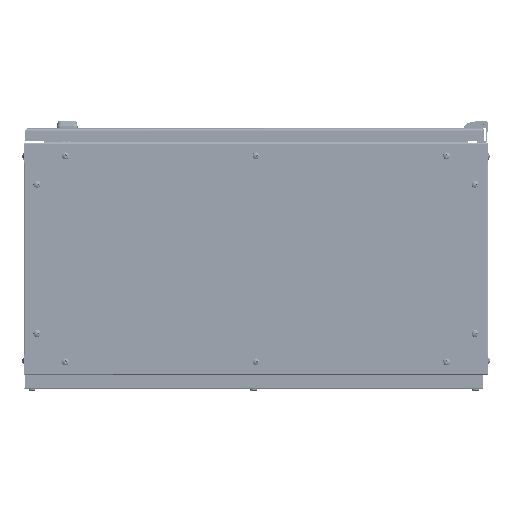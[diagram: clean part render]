
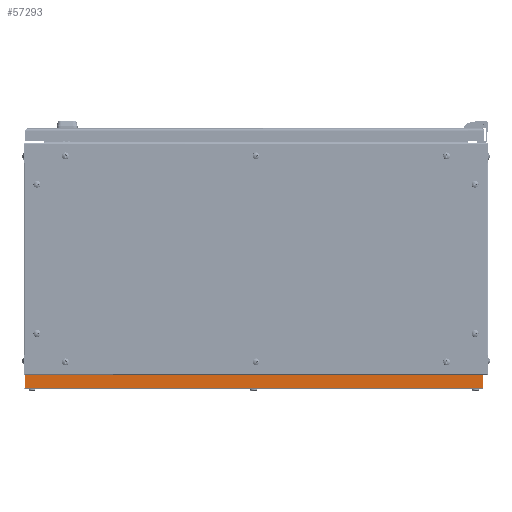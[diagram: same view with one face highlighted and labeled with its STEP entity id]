
A CAD part, front view. The second image highlights one B-rep face of the part: STEP entity #57293.
In plain terms, the highlighted planar face has unit normal (0, -1, 0).
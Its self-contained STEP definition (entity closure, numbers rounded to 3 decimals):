
#466 = DIRECTION ( 'NONE',  ( -1., 0., 0. ) ) ;
#5185 = EDGE_CURVE ( 'NONE', #75907, #72166, #139723, .T. ) ;
#21088 = VECTOR ( 'NONE', #114923, 1000. ) ;
#23739 = VECTOR ( 'NONE', #466, 1000. ) ;
#26734 = ORIENTED_EDGE ( 'NONE', *, *, #90654, .F. ) ;
#29404 = CARTESIAN_POINT ( 'NONE',  ( 0., 0., 0. ) ) ;
#36559 = CARTESIAN_POINT ( 'NONE',  ( 0., 0., 23. ) ) ;
#38714 = DIRECTION ( 'NONE',  ( 0., 0., 1. ) ) ;
#40539 = VECTOR ( 'NONE', #71934, 1000. ) ;
#48457 = CARTESIAN_POINT ( 'NONE',  ( 1.141, 0., 1. ) ) ;
#52276 = CARTESIAN_POINT ( 'NONE',  ( 1.141, 0., 1. ) ) ;
#52936 = VERTEX_POINT ( 'NONE', #145655 ) ;
#53968 = LINE ( 'NONE', #99888, #40539 ) ;
#57293 = ADVANCED_FACE ( 'NONE', ( #130347 ), #72406, .F. ) ;
#61953 = VECTOR ( 'NONE', #38714, 1000. ) ;
#62565 = DIRECTION ( 'NONE',  ( 0., 0., 1. ) ) ;
#71934 = DIRECTION ( 'NONE',  ( 0., 0., 1. ) ) ;
#72166 = VERTEX_POINT ( 'NONE', #134972 ) ;
#72406 = PLANE ( 'NONE',  #120346 ) ;
#75907 = VERTEX_POINT ( 'NONE', #121219 ) ;
#78119 = ORIENTED_EDGE ( 'NONE', *, *, #114803, .F. ) ;
#86893 = LINE ( 'NONE', #52276, #61953 ) ;
#90654 = EDGE_CURVE ( 'NONE', #52936, #104095, #93865, .T. ) ;
#93865 = LINE ( 'NONE', #139781, #23739 ) ;
#99695 = ORIENTED_EDGE ( 'NONE', *, *, #125179, .T. ) ;
#99888 = CARTESIAN_POINT ( 'NONE',  ( 790.859, 0., 1. ) ) ;
#104095 = VERTEX_POINT ( 'NONE', #48457 ) ;
#114521 = EDGE_LOOP ( 'NONE', ( #26734, #99695, #129821, #78119 ) ) ;
#114803 = EDGE_CURVE ( 'NONE', #104095, #72166, #86893, .T. ) ;
#114923 = DIRECTION ( 'NONE',  ( -1., 0., 0. ) ) ;
#118314 = DIRECTION ( 'NONE',  ( 0., 1., 0. ) ) ;
#120346 = AXIS2_PLACEMENT_3D ( 'NONE', #29404, #118314, #62565 ) ;
#121219 = CARTESIAN_POINT ( 'NONE',  ( 790.859, 0., 23. ) ) ;
#125179 = EDGE_CURVE ( 'NONE', #52936, #75907, #53968, .T. ) ;
#129821 = ORIENTED_EDGE ( 'NONE', *, *, #5185, .T. ) ;
#130347 = FACE_OUTER_BOUND ( 'NONE', #114521, .T. ) ;
#134972 = CARTESIAN_POINT ( 'NONE',  ( 1.141, 0., 23. ) ) ;
#139723 = LINE ( 'NONE', #36559, #21088 ) ;
#139781 = CARTESIAN_POINT ( 'NONE',  ( 0., 0., 1. ) ) ;
#145655 = CARTESIAN_POINT ( 'NONE',  ( 790.859, 0., 1. ) ) ;
